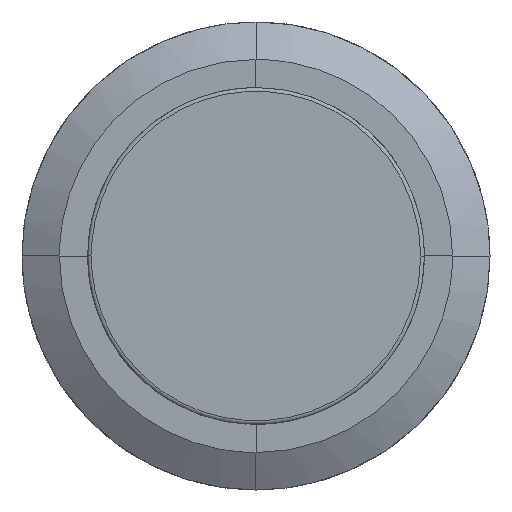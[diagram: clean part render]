
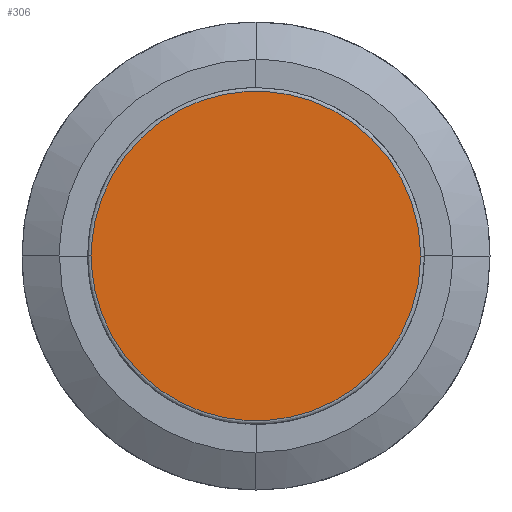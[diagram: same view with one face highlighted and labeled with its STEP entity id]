
A CAD part, front view. The second image highlights one B-rep face of the part: STEP entity #306.
In plain terms, the highlighted free-form (B-spline) face has degree [1, 1] with [2, 2] control points.
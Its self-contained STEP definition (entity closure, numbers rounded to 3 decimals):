
#306=ADVANCED_FACE('',(#581),#9786,.T.);
#581=FACE_OUTER_BOUND('',#869,.T.);
#869=EDGE_LOOP('',(#2229,#2230));
#2229=ORIENTED_EDGE('',*,*,#8626,.T.);
#2230=ORIENTED_EDGE('',*,*,#8624,.F.);
#3703=PCURVE('',#9540,#5179);
#3705=PCURVE('',#9786,#5181);
#3706=PCURVE('',#9786,#5182);
#3712=PCURVE('',#9542,#5188);
#5179=DEFINITIONAL_REPRESENTATION('',(#7081),#18313);
#5181=DEFINITIONAL_REPRESENTATION('',(#8942),#18313);
#5182=DEFINITIONAL_REPRESENTATION('',(#8943),#18313);
#5188=DEFINITIONAL_REPRESENTATION('',(#7088),#18313);
#7081=B_SPLINE_CURVE_WITH_KNOTS('',1,(#17234,#17235),.UNSPECIFIED.,.F.,
 .F.,(2,2),(0.,27.645),.UNSPECIFIED.);
#7088=B_SPLINE_CURVE_WITH_KNOTS('',1,(#17276,#17277),.UNSPECIFIED.,.F.,
 .F.,(2,2),(-55.291,-27.645),.UNSPECIFIED.);
#7883=SURFACE_CURVE('',#8939,(#3703,#3706),.PCURVE_S1.);
#7885=SURFACE_CURVE('',#8941,(#3705,#3712),.PCURVE_S1.);
#8624=EDGE_CURVE('',#9472,#9475,#7883,.T.);
#8626=EDGE_CURVE('',#9472,#9475,#7885,.T.);
#8939=(
BOUNDED_CURVE()
B_SPLINE_CURVE(2,(#17229,#17230,#17231,#17232,#17233),.UNSPECIFIED.,.F.,
 .F.)
B_SPLINE_CURVE_WITH_KNOTS((3,2,3),(0.,13.823,27.645),
 .UNSPECIFIED.)
CURVE()
GEOMETRIC_REPRESENTATION_ITEM()
RATIONAL_B_SPLINE_CURVE((1.,0.707,1.,0.707,1.))
REPRESENTATION_ITEM('')
);
#8941=(
BOUNDED_CURVE()
B_SPLINE_CURVE(2,(#17241,#17242,#17243,#17244,#17245),.UNSPECIFIED.,.F.,
 .F.)
B_SPLINE_CURVE_WITH_KNOTS((3,2,3),(-55.291,-41.468,
-27.645),.UNSPECIFIED.)
CURVE()
GEOMETRIC_REPRESENTATION_ITEM()
RATIONAL_B_SPLINE_CURVE((1.,0.707,1.,0.707,1.))
REPRESENTATION_ITEM('')
);
#8942=(
BOUNDED_CURVE()
B_SPLINE_CURVE(2,(#17246,#17247,#17248,#17249,#17250),.UNSPECIFIED.,.F.,
 .F.)
B_SPLINE_CURVE_WITH_KNOTS((3,2,3),(-55.291,-41.468,
-27.645),.UNSPECIFIED.)
CURVE()
GEOMETRIC_REPRESENTATION_ITEM()
RATIONAL_B_SPLINE_CURVE((1.,0.707,1.,0.707,1.))
REPRESENTATION_ITEM('')
);
#8943=(
BOUNDED_CURVE()
B_SPLINE_CURVE(2,(#17251,#17252,#17253,#17254,#17255),.UNSPECIFIED.,.F.,
 .F.)
B_SPLINE_CURVE_WITH_KNOTS((3,2,3),(0.,13.823,27.645),
 .UNSPECIFIED.)
CURVE()
GEOMETRIC_REPRESENTATION_ITEM()
RATIONAL_B_SPLINE_CURVE((1.,0.707,1.,0.707,1.))
REPRESENTATION_ITEM('')
);
#9472=VERTEX_POINT('',#17196);
#9475=VERTEX_POINT('',#17199);
#9540=(
BOUNDED_SURFACE()
B_SPLINE_SURFACE(2,2,((#17150,#17151,#17152,#17153,#17154),(#17155,#17156,
#17157,#17158,#17159),(#17160,#17161,#17162,#17163,#17164)),
 .UNSPECIFIED.,.F.,.F.,.F.)
B_SPLINE_SURFACE_WITH_KNOTS((3,3),(3,2,3),(0.,0.314),(0.,13.823,
27.645),.UNSPECIFIED.)
GEOMETRIC_REPRESENTATION_ITEM()
RATIONAL_B_SPLINE_SURFACE(((1.,0.707,1.,0.707,1.),
(0.707,0.5,0.707,0.5,
0.707),(1.,0.707,1.,0.707,1.)))
REPRESENTATION_ITEM('')
SURFACE()
);
#9542=(
BOUNDED_SURFACE()
B_SPLINE_SURFACE(2,2,((#17179,#17180,#17181,#17182,#17183),(#17184,#17185,
#17186,#17187,#17188),(#17189,#17190,#17191,#17192,#17193)),
 .UNSPECIFIED.,.F.,.F.,.F.)
B_SPLINE_SURFACE_WITH_KNOTS((3,3),(3,2,3),(0.,0.314),(27.645,
41.468,55.291),.UNSPECIFIED.)
GEOMETRIC_REPRESENTATION_ITEM()
RATIONAL_B_SPLINE_SURFACE(((1.,0.707,1.,0.707,1.),
(0.707,0.5,0.707,0.5,
0.707),(1.,0.707,1.,0.707,1.)))
REPRESENTATION_ITEM('')
SURFACE()
);
#9786=B_SPLINE_SURFACE_WITH_KNOTS('',1,1,((#17165,#17166),(#17167,#17168)),
 .UNSPECIFIED.,.F.,.F.,.F.,(2,2),(2,2),(-8.976,8.976),
(-17.776,0.176),.UNSPECIFIED.);
#17150=CARTESIAN_POINT('',(9.,-1.8,0.));
#17151=CARTESIAN_POINT('',(9.,-1.8,-9.));
#17152=CARTESIAN_POINT('',(0.,-1.8,-9.));
#17153=CARTESIAN_POINT('',(-9.,-1.8,-9.));
#17154=CARTESIAN_POINT('',(-9.,-1.8,0.));
#17155=CARTESIAN_POINT('',(9.,-2.,0.));
#17156=CARTESIAN_POINT('',(9.,-2.,-9.));
#17157=CARTESIAN_POINT('',(0.,-2.,-9.));
#17158=CARTESIAN_POINT('',(-9.,-2.,-9.));
#17159=CARTESIAN_POINT('',(-9.,-2.,0.));
#17160=CARTESIAN_POINT('',(8.8,-2.,0.));
#17161=CARTESIAN_POINT('',(8.8,-2.,-8.8));
#17162=CARTESIAN_POINT('',(0.,-2.,-8.8));
#17163=CARTESIAN_POINT('',(-8.8,-2.,-8.8));
#17164=CARTESIAN_POINT('',(-8.8,-2.,0.));
#17165=CARTESIAN_POINT('',(-8.976,-2.,8.976));
#17166=CARTESIAN_POINT('',(8.976,-2.,8.976));
#17167=CARTESIAN_POINT('',(-8.976,-2.,-8.976));
#17168=CARTESIAN_POINT('',(8.976,-2.,-8.976));
#17179=CARTESIAN_POINT('',(-9.,-1.8,0.));
#17180=CARTESIAN_POINT('',(-9.,-1.8,9.));
#17181=CARTESIAN_POINT('',(0.,-1.8,9.));
#17182=CARTESIAN_POINT('',(9.,-1.8,9.));
#17183=CARTESIAN_POINT('',(9.,-1.8,0.));
#17184=CARTESIAN_POINT('',(-9.,-2.,0.));
#17185=CARTESIAN_POINT('',(-9.,-2.,9.));
#17186=CARTESIAN_POINT('',(0.,-2.,9.));
#17187=CARTESIAN_POINT('',(9.,-2.,9.));
#17188=CARTESIAN_POINT('',(9.,-2.,0.));
#17189=CARTESIAN_POINT('',(-8.8,-2.,0.));
#17190=CARTESIAN_POINT('',(-8.8,-2.,8.8));
#17191=CARTESIAN_POINT('',(0.,-2.,8.8));
#17192=CARTESIAN_POINT('',(8.8,-2.,8.8));
#17193=CARTESIAN_POINT('',(8.8,-2.,0.));
#17196=CARTESIAN_POINT('',(8.8,-2.,0.));
#17199=CARTESIAN_POINT('',(-8.8,-2.,0.));
#17229=CARTESIAN_POINT('',(8.8,-2.,0.));
#17230=CARTESIAN_POINT('',(8.8,-2.,-8.8));
#17231=CARTESIAN_POINT('',(0.,-2.,-8.8));
#17232=CARTESIAN_POINT('',(-8.8,-2.,-8.8));
#17233=CARTESIAN_POINT('',(-8.8,-2.,0.));
#17234=CARTESIAN_POINT('',(0.314,0.));
#17235=CARTESIAN_POINT('',(0.314,27.645));
#17241=CARTESIAN_POINT('',(8.8,-2.,0.));
#17242=CARTESIAN_POINT('',(8.8,-2.,8.8));
#17243=CARTESIAN_POINT('',(0.,-2.,8.8));
#17244=CARTESIAN_POINT('',(-8.8,-2.,8.8));
#17245=CARTESIAN_POINT('',(-8.8,-2.,0.));
#17246=CARTESIAN_POINT('',(0.,0.));
#17247=CARTESIAN_POINT('',(-8.8,0.));
#17248=CARTESIAN_POINT('',(-8.8,-8.8));
#17249=CARTESIAN_POINT('',(-8.8,-17.6));
#17250=CARTESIAN_POINT('',(0.,-17.6));
#17251=CARTESIAN_POINT('',(0.,0.));
#17252=CARTESIAN_POINT('',(8.8,0.));
#17253=CARTESIAN_POINT('',(8.8,-8.8));
#17254=CARTESIAN_POINT('',(8.8,-17.6));
#17255=CARTESIAN_POINT('',(0.,-17.6));
#17276=CARTESIAN_POINT('',(0.314,55.291));
#17277=CARTESIAN_POINT('',(0.314,27.645));
#18313=(
GEOMETRIC_REPRESENTATION_CONTEXT(2)
PARAMETRIC_REPRESENTATION_CONTEXT()
REPRESENTATION_CONTEXT('pspace','')
);
